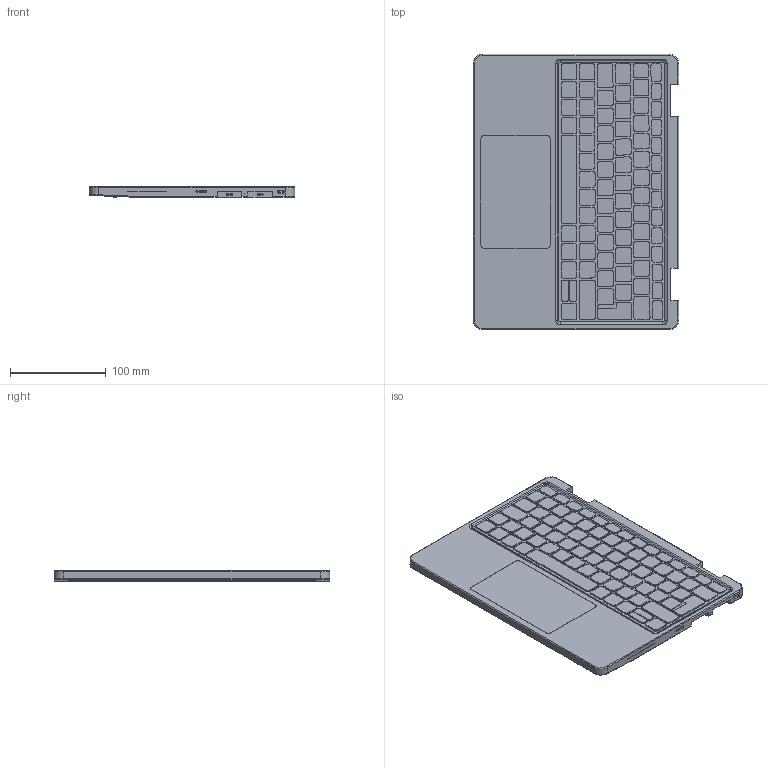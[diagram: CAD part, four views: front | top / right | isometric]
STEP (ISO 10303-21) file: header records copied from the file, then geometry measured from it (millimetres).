
FILE_DESCRIPTION(/* description */ (''),/* implementation_level */ '2;1');
FILE_NAME(/* name */ 'Framework BOT.step',/* time_stamp */ '2025-12-08T08:03:04Z',/* author */ (''),/* organization */ (''),/* preprocessor_version */ 'ST-DEVELOPER v20.1',/* originating_system */ 'Autodesk Translation Framework v14.21.0.0',/* authorisation */ '');
FILE_SCHEMA (('AUTOMOTIVE_DESIGN { 1 0 10303 214 3 1 1 }'));
Length unit declared in the file: millimetre
Products named in the file (1): 2025-12-04-00-07-20-904
Bounding box: 213.88 x 287.1 x 10.97 mm (x, y, z)
Volume: 617456.8 mm3; surface area: 189773 mm2
Topology: 80 solids, 80 shells, 1110 faces, 2738 edges, 1810 vertices
Faces by surface type: plane 673, cylinder 397, bspline 19, torus 19, sphere 2
Full cylindrical faces by diameter (mm): 0.2 x1, 3.5 x1
Entity records: 33368 total; most frequent: CARTESIAN_POINT 6084, DIRECTION 5731, ORIENTED_EDGE 5476, EDGE_CURVE 2738, AXIS2_PLACEMENT_3D 1929, LINE 1873, VECTOR 1873, VERTEX_POINT 1810
